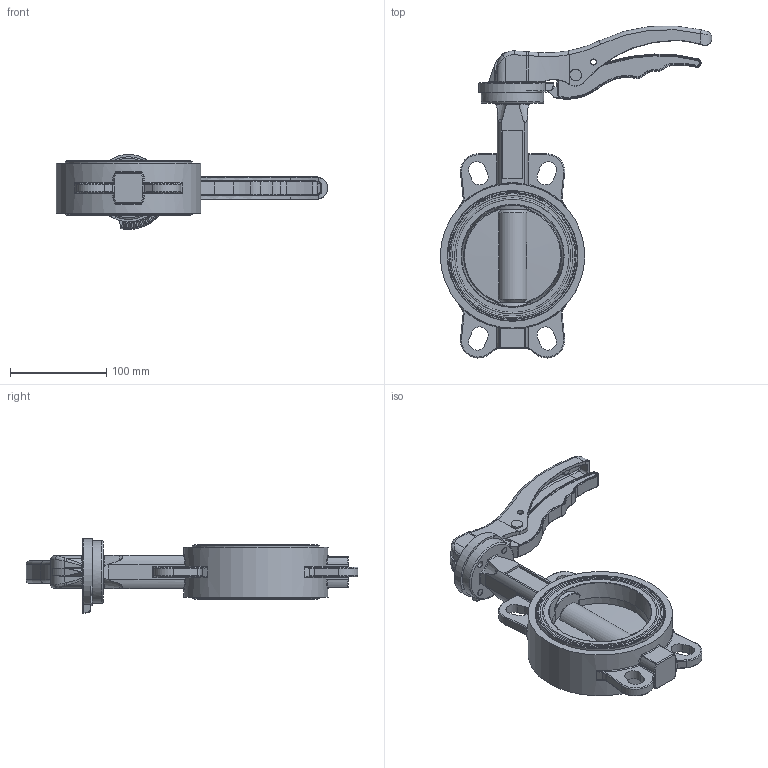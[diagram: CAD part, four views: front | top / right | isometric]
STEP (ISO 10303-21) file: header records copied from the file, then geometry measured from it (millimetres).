
FILE_DESCRIPTION (( 'STEP AP203' ), '1' );
FILE_NAME ('J9.DN100.STEP', '2012-12-17T12:55:06', ( 'luca.saino' ), ( 'Hewlett-Packard Company' ), 'SwSTEP 2.0', 'SolidWorks 2012', '' );
FILE_SCHEMA (( 'CONFIG_CONTROL_DESIGN' ));
Products named in the file (1): J9.DN100
Bounding box: 281.75 x 344.79 x 77.87 mm (x, y, z)
Volume: 942473.7 mm3; surface area: 170717.2 mm2
Topology: 1 solids, 3 shells, 1364 faces, 3521 edges, 2195 vertices
Faces by surface type: plane 446, cylinder 358, bspline 282, torus 200, cone 60, sphere 18
Full cylindrical faces by diameter (mm): 4 x2, 5 x1, 6.3 x2, 7 x4, 8 x3, 10.2 x4, 11 x1, 12 x1, 13 x2, 15 x2, 65 x1, 70 x1, 132 x2, 134.8 x2, 150 x1
Entity records: 51764 total; most frequent: CARTESIAN_POINT 21008, ORIENTED_EDGE 6806, DIRECTION 5835, EDGE_CURVE 3403, AXIS2_PLACEMENT_3D 2227, VERTEX_POINT 2162, EDGE_LOOP 1521, FACE_OUTER_BOUND 1411
